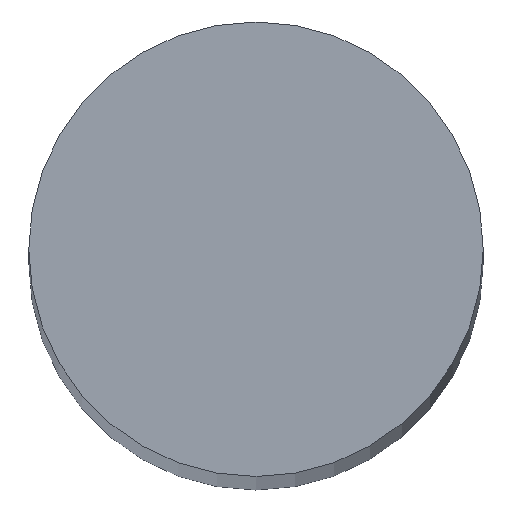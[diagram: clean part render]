
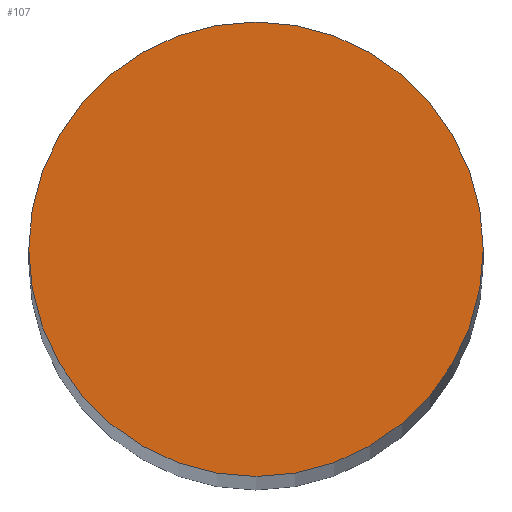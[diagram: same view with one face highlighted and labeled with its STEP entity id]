
A CAD part, top view. The second image highlights one B-rep face of the part: STEP entity #107.
In plain terms, the highlighted planar face has unit normal (0, 0, 1).
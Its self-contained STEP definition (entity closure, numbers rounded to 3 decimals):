
#4 = VERTEX_POINT ( 'NONE', #83 ) ;
#5 = EDGE_CURVE ( 'NONE', #4, #110, #87, .T. ) ;
#8 = ORIENTED_EDGE ( 'NONE', *, *, #18, .T. ) ;
#17 = CARTESIAN_POINT ( 'NONE',  ( 0., 0., 17. ) ) ;
#18 = EDGE_CURVE ( 'NONE', #110, #4, #26, .T. ) ;
#22 = EDGE_LOOP ( 'NONE', ( #8, #120 ) ) ;
#26 = CIRCLE ( 'NONE', #70, 0.5 ) ;
#27 = AXIS2_PLACEMENT_3D ( 'NONE', #123, #92, #113 ) ;
#31 = DIRECTION ( 'NONE',  ( 1., 0., 0. ) ) ;
#42 = DIRECTION ( 'NONE',  ( 1., 0., 0. ) ) ;
#44 = PLANE ( 'NONE',  #52 ) ;
#52 = AXIS2_PLACEMENT_3D ( 'NONE', #17, #96, #31 ) ;
#70 = AXIS2_PLACEMENT_3D ( 'NONE', #112, #73, #42 ) ;
#73 = DIRECTION ( 'NONE',  ( 0., 0., 1. ) ) ;
#74 = CARTESIAN_POINT ( 'NONE',  ( -0.5, 0., 17. ) ) ;
#83 = CARTESIAN_POINT ( 'NONE',  ( 0.5, 0., 17. ) ) ;
#87 = CIRCLE ( 'NONE', #27, 0.5 ) ;
#92 = DIRECTION ( 'NONE',  ( 0., 0., 1. ) ) ;
#96 = DIRECTION ( 'NONE',  ( 0., 0., 1. ) ) ;
#98 = FACE_OUTER_BOUND ( 'NONE', #22, .T. ) ;
#107 = ADVANCED_FACE ( 'NONE', ( #98 ), #44, .T. ) ;
#110 = VERTEX_POINT ( 'NONE', #74 ) ;
#112 = CARTESIAN_POINT ( 'NONE',  ( 0., 0., 17. ) ) ;
#113 = DIRECTION ( 'NONE',  ( 1., 0., 0. ) ) ;
#120 = ORIENTED_EDGE ( 'NONE', *, *, #5, .T. ) ;
#123 = CARTESIAN_POINT ( 'NONE',  ( 0., 0., 17. ) ) ;
